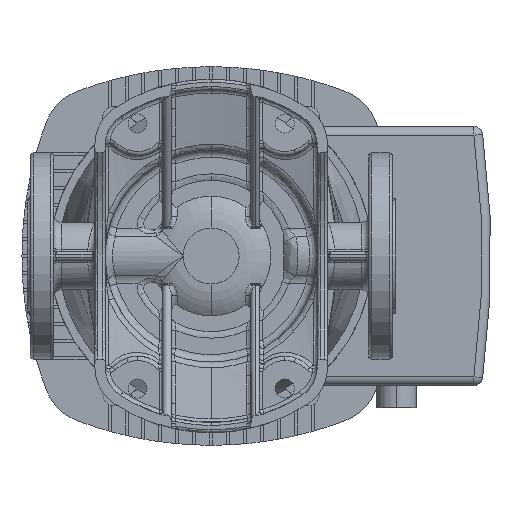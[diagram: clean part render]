
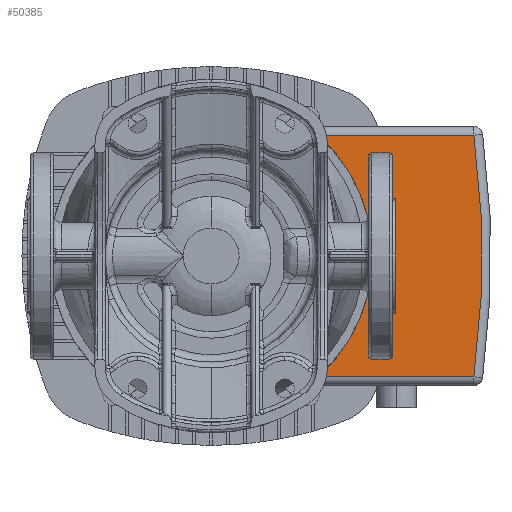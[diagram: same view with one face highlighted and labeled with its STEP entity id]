
A CAD part, front view. The second image highlights one B-rep face of the part: STEP entity #50385.
In plain terms, the highlighted face is planar.
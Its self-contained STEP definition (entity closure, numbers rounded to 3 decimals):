
#2086 = DIRECTION ( 'NONE',  ( 0., 1., 0. ) ) ;
#2360 = VERTEX_POINT ( 'NONE', #65515 ) ;
#6602 = AXIS2_PLACEMENT_3D ( 'NONE', #16722, #58715, #37040 ) ;
#13830 = VECTOR ( 'NONE', #2086, 1000. ) ;
#16722 = CARTESIAN_POINT ( 'NONE',  ( 0., 0., -140.5 ) ) ;
#19445 = AXIS2_PLACEMENT_3D ( 'NONE', #34391, #55054, #29956 ) ;
#21126 = VERTEX_POINT ( 'NONE', #35215 ) ;
#26261 = CIRCLE ( 'NONE', #56621, 607. ) ;
#27047 = ORIENTED_EDGE ( 'NONE', *, *, #53004, .T. ) ;
#29626 = FACE_OUTER_BOUND ( 'NONE', #61634, .T. ) ;
#29956 = DIRECTION ( 'NONE',  ( 0., -1., 0. ) ) ;
#30198 = EDGE_CURVE ( 'NONE', #59603, #59057, #34267, .T. ) ;
#30451 = CARTESIAN_POINT ( 'NONE',  ( 82., 178.436, -140.5 ) ) ;
#30898 = CARTESIAN_POINT ( 'NONE',  ( 0., -423., -140.5 ) ) ;
#31569 = DIRECTION ( 'NONE',  ( 0., -1., 0. ) ) ;
#32704 = DIRECTION ( 'NONE',  ( 0., -1., 0. ) ) ;
#34267 = LINE ( 'NONE', #48826, #13830 ) ;
#34391 = CARTESIAN_POINT ( 'NONE',  ( 68., 128.5, -140.5 ) ) ;
#35215 = CARTESIAN_POINT ( 'NONE',  ( -82., 178.436, -140.5 ) ) ;
#35881 = LINE ( 'NONE', #45705, #37061 ) ;
#37040 = DIRECTION ( 'NONE',  ( 1., 0., 0. ) ) ;
#37061 = VECTOR ( 'NONE', #32704, 1000. ) ;
#45271 = ORIENTED_EDGE ( 'NONE', *, *, #57164, .T. ) ;
#45705 = CARTESIAN_POINT ( 'NONE',  ( -82., 128.5, -140.5 ) ) ;
#47156 = DIRECTION ( 'NONE',  ( 0., 0., 1. ) ) ;
#48750 = ORIENTED_EDGE ( 'NONE', *, *, #30198, .T. ) ;
#48826 = CARTESIAN_POINT ( 'NONE',  ( 82., 128.5, -140.5 ) ) ;
#50290 = PLANE ( 'NONE',  #19445 ) ;
#50385 = ADVANCED_FACE ( 'NONE', ( #29626 ), #50290, .T. ) ;
#53004 = EDGE_CURVE ( 'NONE', #2360, #59603, #60780, .T. ) ;
#55054 = DIRECTION ( 'NONE',  ( 0., 0., 1. ) ) ;
#56621 = AXIS2_PLACEMENT_3D ( 'NONE', #30898, #47156, #31569 ) ;
#57164 = EDGE_CURVE ( 'NONE', #59057, #21126, #26261, .T. ) ;
#58715 = DIRECTION ( 'NONE',  ( 0., 0., -1. ) ) ;
#58973 = EDGE_CURVE ( 'NONE', #21126, #2360, #35881, .T. ) ;
#59057 = VERTEX_POINT ( 'NONE', #30451 ) ;
#59603 = VERTEX_POINT ( 'NONE', #64851 ) ;
#60745 = ORIENTED_EDGE ( 'NONE', *, *, #58973, .T. ) ;
#60780 = CIRCLE ( 'NONE', #6602, 109.5 ) ;
#61634 = EDGE_LOOP ( 'NONE', ( #27047, #48750, #45271, #60745 ) ) ;
#64851 = CARTESIAN_POINT ( 'NONE',  ( 82., 72.569, -140.5 ) ) ;
#65515 = CARTESIAN_POINT ( 'NONE',  ( -82., 72.569, -140.5 ) ) ;
